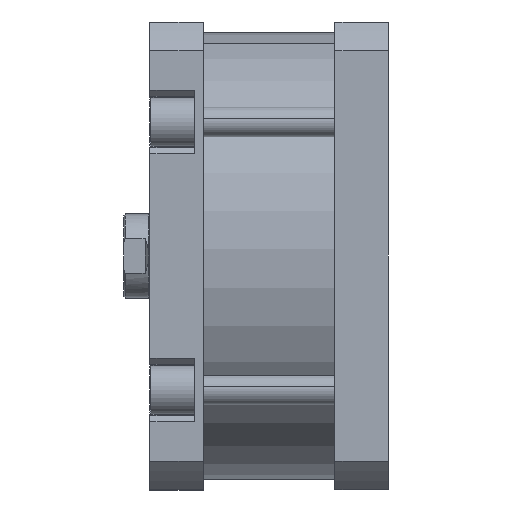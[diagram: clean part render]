
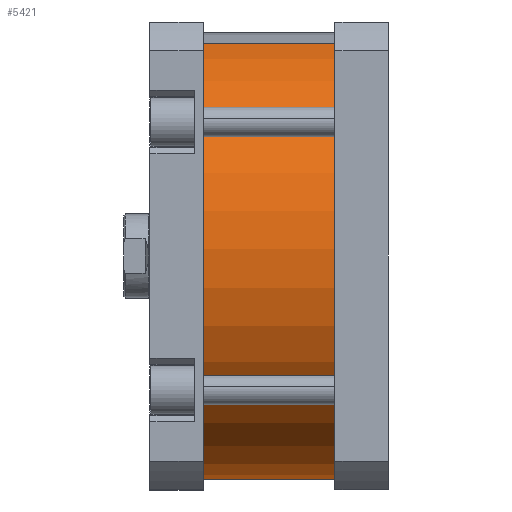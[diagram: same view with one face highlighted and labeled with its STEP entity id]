
A CAD part, front view. The second image highlights one B-rep face of the part: STEP entity #5421.
In plain terms, the highlighted cylindrical face has radius 105 mm (diameter 210 mm), a partial arc.
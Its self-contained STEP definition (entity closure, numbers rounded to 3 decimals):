
#228 = EDGE_LOOP ( 'NONE', ( #7037, #7036, #7035, #7034 ) ) ;
#772 = EDGE_CURVE ( 'NONE', #2205, #2217, #7640, .T. ) ;
#865 = EDGE_CURVE ( 'NONE', #2197, #2109, #7774, .T. ) ;
#877 = EDGE_CURVE ( 'NONE', #2197, #2205, #4157, .T. ) ;
#912 = EDGE_CURVE ( 'NONE', #2109, #2217, #4209, .T. ) ;
#1101 = AXIS2_PLACEMENT_3D ( 'NONE', #3002, #3003, #3004 ) ;
#1155 = AXIS2_PLACEMENT_3D ( 'NONE', #3235, #3241, #3242 ) ;
#2109 = VERTEX_POINT ( 'NONE', #3668 ) ;
#2197 = VERTEX_POINT ( 'NONE', #3757 ) ;
#2205 = VERTEX_POINT ( 'NONE', #3766 ) ;
#2217 = VERTEX_POINT ( 'NONE', #3778 ) ;
#3002 = CARTESIAN_POINT ( 'NONE',  ( 0., 0., 0. ) ) ;
#3003 = DIRECTION ( 'NONE',  ( 0., 0., 1. ) ) ;
#3004 = DIRECTION ( 'NONE',  ( 1., 0., 0. ) ) ;
#3235 = CARTESIAN_POINT ( 'NONE',  ( 0., 0., 62. ) ) ;
#3241 = DIRECTION ( 'NONE',  ( 0., 0., 1. ) ) ;
#3242 = DIRECTION ( 'NONE',  ( 1., 0., 0. ) ) ;
#3269 = CARTESIAN_POINT ( 'NONE',  ( -105., 0., 62. ) ) ;
#3270 = DIRECTION ( 'NONE',  ( 0., 0., -1. ) ) ;
#3347 = CARTESIAN_POINT ( 'NONE',  ( 105., 0., 62. ) ) ;
#3356 = DIRECTION ( 'NONE',  ( 0., 0., -1. ) ) ;
#3668 = CARTESIAN_POINT ( 'NONE',  ( 105., 0., 62. ) ) ;
#3757 = CARTESIAN_POINT ( 'NONE',  ( -105., 0., 62. ) ) ;
#3766 = CARTESIAN_POINT ( 'NONE',  ( -105., 0., 0. ) ) ;
#3778 = CARTESIAN_POINT ( 'NONE',  ( 105., 0., 0. ) ) ;
#4157 = LINE ( 'NONE', #3269, #4158 ) ;
#4158 = VECTOR ( 'NONE', #3270, 1000. ) ;
#4209 = LINE ( 'NONE', #3347, #4211 ) ;
#4211 = VECTOR ( 'NONE', #3356, 1000. ) ;
#4645 = FACE_OUTER_BOUND ( 'NONE', #228, .T. ) ;
#4646 = CYLINDRICAL_SURFACE ( 'NONE', #5109, 105. ) ;
#5109 = AXIS2_PLACEMENT_3D ( 'NONE', #5820, #5814, #5813 ) ;
#5421 = ADVANCED_FACE ( 'NONE', ( #4645 ), #4646, .T. ) ;
#5813 = DIRECTION ( 'NONE',  ( -1., 0., 0. ) ) ;
#5814 = DIRECTION ( 'NONE',  ( 0., 0., -1. ) ) ;
#5820 = CARTESIAN_POINT ( 'NONE',  ( 0., 0., 62. ) ) ;
#7034 = ORIENTED_EDGE ( 'NONE', *, *, #772, .T. ) ;
#7035 = ORIENTED_EDGE ( 'NONE', *, *, #877, .T. ) ;
#7036 = ORIENTED_EDGE ( 'NONE', *, *, #865, .F. ) ;
#7037 = ORIENTED_EDGE ( 'NONE', *, *, #912, .F. ) ;
#7640 = CIRCLE ( 'NONE', #1101, 105. ) ;
#7774 = CIRCLE ( 'NONE', #1155, 105. ) ;
